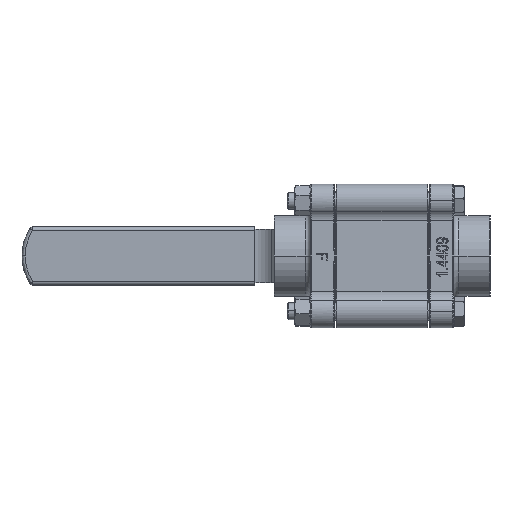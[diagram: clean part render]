
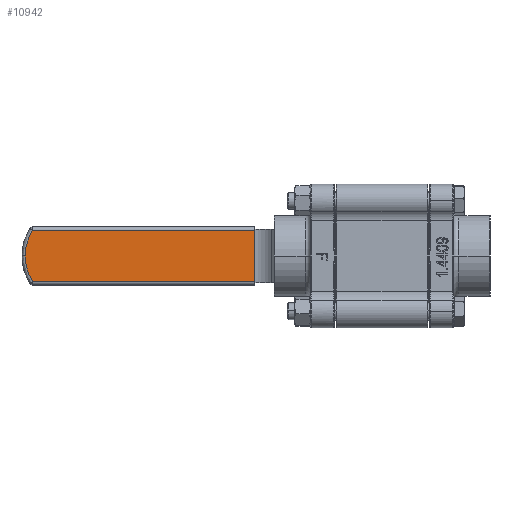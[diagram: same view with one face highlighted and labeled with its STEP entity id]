
A CAD part, front view. The second image highlights one B-rep face of the part: STEP entity #10942.
In plain terms, the highlighted planar face has unit normal (0, -1, 0).
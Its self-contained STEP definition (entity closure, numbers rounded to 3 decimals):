
#3115 = EDGE_CURVE ( 'NONE', #49038, #29159, #25512, .T. ) ;
#4459 = CARTESIAN_POINT ( 'NONE',  ( -214.5, 120.005, 0. ) ) ;
#8686 = CARTESIAN_POINT ( 'NONE',  ( -210.1, 120.005, 15.5 ) ) ;
#10942 = ADVANCED_FACE ( 'NONE', ( #29147 ), #29271, .F. ) ;
#16835 = CARTESIAN_POINT ( 'NONE',  ( -185., 120.005, 0. ) ) ;
#17521 = LINE ( 'NONE', #18979, #78754 ) ;
#18979 = CARTESIAN_POINT ( 'NONE',  ( -185., 120.005, -15.5 ) ) ;
#20271 = EDGE_CURVE ( 'NONE', #29159, #75083, #29382, .T. ) ;
#20627 = DIRECTION ( 'NONE',  ( 0., 0., -1. ) ) ;
#22178 = VERTEX_POINT ( 'NONE', #58187 ) ;
#23161 = DIRECTION ( 'NONE',  ( -1., 0., 0. ) ) ;
#25512 =( BOUNDED_CURVE ( )  B_SPLINE_CURVE ( 3, ( #54748, #48439, #80067, #4459 ),
 .UNSPECIFIED., .F., .T. ) 
 B_SPLINE_CURVE_WITH_KNOTS ( ( 4, 4 ),
 ( 0., 0.5 ),
 .UNSPECIFIED. ) 
 CURVE ( )  GEOMETRIC_REPRESENTATION_ITEM ( )  RATIONAL_B_SPLINE_CURVE ( ( 1., 0.975, 0.975, 1. ) ) 
 REPRESENTATION_ITEM ( '' )  );
#28014 = AXIS2_PLACEMENT_3D ( 'NONE', #16835, #61001, #23161 ) ;
#28319 = LINE ( 'NONE', #64800, #45102 ) ;
#28326 = LINE ( 'NONE', #69781, #78658 ) ;
#29147 = FACE_OUTER_BOUND ( 'NONE', #39041, .T. ) ;
#29159 = VERTEX_POINT ( 'NONE', #55660 ) ;
#29271 = PLANE ( 'NONE',  #28014 ) ;
#29382 =( BOUNDED_CURVE ( )  B_SPLINE_CURVE ( 3, ( #71564, #65245, #46548, #8686 ),
 .UNSPECIFIED., .F., .F. ) 
 B_SPLINE_CURVE_WITH_KNOTS ( ( 4, 4 ),
 ( 0.5, 1. ),
 .UNSPECIFIED. ) 
 CURVE ( )  GEOMETRIC_REPRESENTATION_ITEM ( )  RATIONAL_B_SPLINE_CURVE ( ( 1., 0.975, 0.975, 1. ) ) 
 REPRESENTATION_ITEM ( '' )  );
#31003 = ORIENTED_EDGE ( 'NONE', *, *, #3115, .F. ) ;
#39041 = EDGE_LOOP ( 'NONE', ( #71781, #41993, #31003, #52289, #41846 ) ) ;
#41846 = ORIENTED_EDGE ( 'NONE', *, *, #67377, .F. ) ;
#41993 = ORIENTED_EDGE ( 'NONE', *, *, #20271, .F. ) ;
#42795 = CARTESIAN_POINT ( 'NONE',  ( -210.1, 120.005, 15.5 ) ) ;
#45102 = VECTOR ( 'NONE', #20627, 1000. ) ;
#46548 = CARTESIAN_POINT ( 'NONE',  ( -212.995, 120.005, 10.811 ) ) ;
#48215 = EDGE_CURVE ( 'NONE', #52700, #49038, #17521, .T. ) ;
#48439 = CARTESIAN_POINT ( 'NONE',  ( -212.995, 120.005, -10.811 ) ) ;
#49038 = VERTEX_POINT ( 'NONE', #60582 ) ;
#50561 = DIRECTION ( 'NONE',  ( 1., 0., 0. ) ) ;
#52289 = ORIENTED_EDGE ( 'NONE', *, *, #48215, .F. ) ;
#52700 = VERTEX_POINT ( 'NONE', #76577 ) ;
#54748 = CARTESIAN_POINT ( 'NONE',  ( -210.1, 120.005, -15.5 ) ) ;
#55660 = CARTESIAN_POINT ( 'NONE',  ( -214.5, 120.005, 0. ) ) ;
#58187 = CARTESIAN_POINT ( 'NONE',  ( -76.5, 120.005, 15.5 ) ) ;
#58934 = EDGE_CURVE ( 'NONE', #75083, #22178, #28326, .T. ) ;
#60582 = CARTESIAN_POINT ( 'NONE',  ( -210.1, 120.005, -15.5 ) ) ;
#61001 = DIRECTION ( 'NONE',  ( 0., 1., 0. ) ) ;
#64800 = CARTESIAN_POINT ( 'NONE',  ( -76.5, 120.005, -17.5 ) ) ;
#65245 = CARTESIAN_POINT ( 'NONE',  ( -214.5, 120.005, 5.51 ) ) ;
#67377 = EDGE_CURVE ( 'NONE', #22178, #52700, #28319, .T. ) ;
#69419 = DIRECTION ( 'NONE',  ( -1., 0., 0. ) ) ;
#69781 = CARTESIAN_POINT ( 'NONE',  ( -185., 120.005, 15.5 ) ) ;
#71564 = CARTESIAN_POINT ( 'NONE',  ( -214.5, 120.005, 0. ) ) ;
#71781 = ORIENTED_EDGE ( 'NONE', *, *, #58934, .F. ) ;
#75083 = VERTEX_POINT ( 'NONE', #42795 ) ;
#76577 = CARTESIAN_POINT ( 'NONE',  ( -76.5, 120.005, -15.5 ) ) ;
#78658 = VECTOR ( 'NONE', #50561, 1000. ) ;
#78754 = VECTOR ( 'NONE', #69419, 1000. ) ;
#80067 = CARTESIAN_POINT ( 'NONE',  ( -214.5, 120.005, -5.51 ) ) ;
